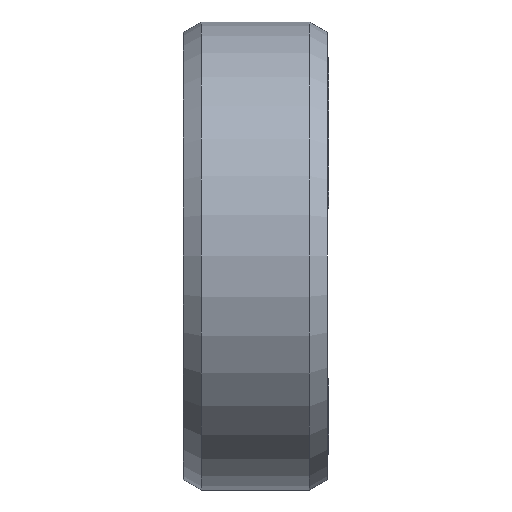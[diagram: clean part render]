
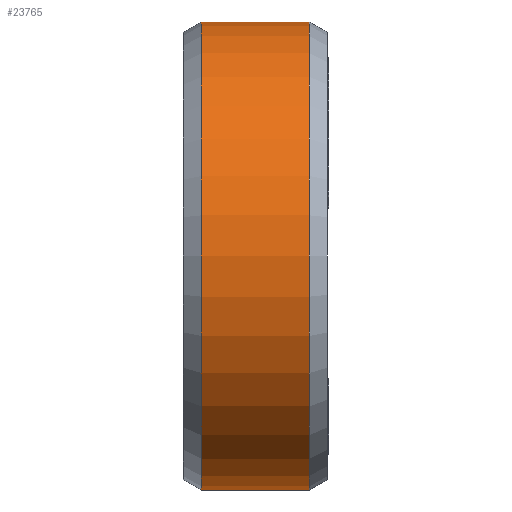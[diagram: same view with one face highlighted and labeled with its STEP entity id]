
A CAD part, left-side view. The second image highlights one B-rep face of the part: STEP entity #23765.
In plain terms, the highlighted cylindrical face has radius 13 mm (diameter 26 mm), a partial arc.
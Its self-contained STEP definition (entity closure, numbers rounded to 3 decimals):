
#23075=DIRECTION('',(0.,1.,0.));
#23076=VECTOR('',#23075,6.);
#23077=CARTESIAN_POINT('',(0.,-3.,-13.));
#23078=LINE('',#23077,#23076);
#23082=DIRECTION('',(0.,1.,0.));
#23083=VECTOR('',#23082,6.);
#23084=CARTESIAN_POINT('',(0.,-3.,13.));
#23085=LINE('',#23084,#23083);
#23089=CARTESIAN_POINT('',(0.,-3.,0.));
#23090=DIRECTION('',(0.,1.,0.));
#23091=DIRECTION('',(0.,0.,-1.));
#23092=AXIS2_PLACEMENT_3D('',#23089,#23090,#23091);
#23127=CARTESIAN_POINT('',(0.,3.,0.));
#23128=DIRECTION('',(0.,1.,0.));
#23129=DIRECTION('',(0.,0.,-1.));
#23130=AXIS2_PLACEMENT_3D('',#23127,#23128,#23129);
#23160=CARTESIAN_POINT('',(0.,-3.,-13.));
#23162=VERTEX_POINT('',#23160);
#23163=CARTESIAN_POINT('',(0.,3.,-13.));
#23164=VERTEX_POINT('',#23163);
#23192=CARTESIAN_POINT('',(0.,-3.,13.));
#23194=VERTEX_POINT('',#23192);
#23195=CARTESIAN_POINT('',(0.,3.,13.));
#23196=VERTEX_POINT('',#23195);
#23751=CARTESIAN_POINT('',(0.,7.87,0.));
#23752=DIRECTION('',(0.,-1.,0.));
#23753=DIRECTION('',(0.,0.,1.));
#23754=AXIS2_PLACEMENT_3D('',#23751,#23752,#23753);
#23755=CYLINDRICAL_SURFACE('',#23754,13.);
#23757=ORIENTED_EDGE('',*,*,#23756,.T.);
#23759=ORIENTED_EDGE('',*,*,#23758,.T.);
#23761=ORIENTED_EDGE('',*,*,#23760,.F.);
#23762=ORIENTED_EDGE('',*,*,#23737,.F.);
#23763=EDGE_LOOP('',(#23757,#23759,#23761,#23762));
#23764=FACE_OUTER_BOUND('',#23763,.F.);
#23093=CIRCLE('',#23092,13.);
#23131=CIRCLE('',#23130,13.);
#23737=EDGE_CURVE('',#23162,#23194,#23093,.T.);
#23756=EDGE_CURVE('',#23162,#23164,#23078,.T.);
#23758=EDGE_CURVE('',#23164,#23196,#23131,.T.);
#23760=EDGE_CURVE('',#23194,#23196,#23085,.T.);
#23765=ADVANCED_FACE('',(#23764),#23755,.T.);
